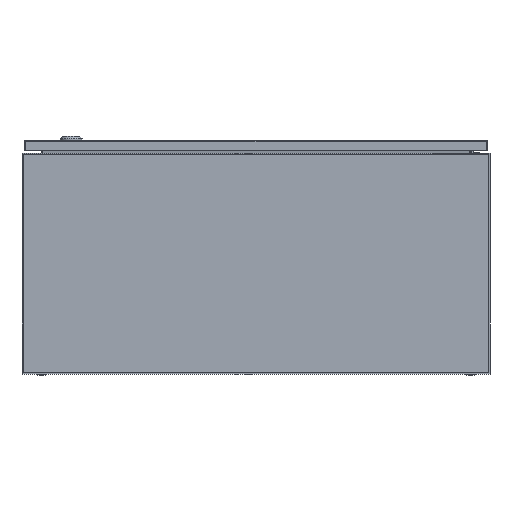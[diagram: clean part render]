
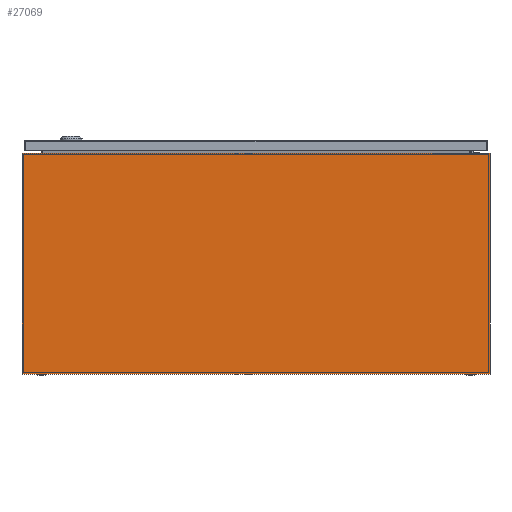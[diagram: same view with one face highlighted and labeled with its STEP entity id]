
A CAD part, front view. The second image highlights one B-rep face of the part: STEP entity #27069.
In plain terms, the highlighted planar face has unit normal (0, -1, 0).
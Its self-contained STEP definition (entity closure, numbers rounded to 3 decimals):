
#500 = CARTESIAN_POINT ( 'NONE',  ( 600., 0., 283. ) ) ;
#2500 = EDGE_CURVE ( 'NONE', #38315, #6100, #4601, .T. ) ;
#4213 = EDGE_LOOP ( 'NONE', ( #39388, #11420, #17723, #46182 ) ) ;
#4601 = LINE ( 'NONE', #21319, #28260 ) ;
#5237 = VECTOR ( 'NONE', #25684, 1000. ) ;
#6100 = VERTEX_POINT ( 'NONE', #37552 ) ;
#9913 = LINE ( 'NONE', #28669, #5237 ) ;
#11420 = ORIENTED_EDGE ( 'NONE', *, *, #45129, .F. ) ;
#13354 = CARTESIAN_POINT ( 'NONE',  ( 600., 0., 0. ) ) ;
#13981 = EDGE_CURVE ( 'NONE', #6100, #47086, #9913, .T. ) ;
#14943 = EDGE_CURVE ( 'NONE', #43723, #47086, #18880, .T. ) ;
#16832 = DIRECTION ( 'NONE',  ( 0., 1., 0. ) ) ;
#17723 = ORIENTED_EDGE ( 'NONE', *, *, #2500, .T. ) ;
#17814 = DIRECTION ( 'NONE',  ( 0., 0., 1. ) ) ;
#18880 = LINE ( 'NONE', #33904, #25169 ) ;
#21319 = CARTESIAN_POINT ( 'NONE',  ( 0., 0., 283. ) ) ;
#21490 = LINE ( 'NONE', #36745, #24371 ) ;
#22397 = DIRECTION ( 'NONE',  ( 0., 0., -1. ) ) ;
#24371 = VECTOR ( 'NONE', #40718, 1000. ) ;
#25169 = VECTOR ( 'NONE', #22397, 1000. ) ;
#25684 = DIRECTION ( 'NONE',  ( 1., 0., 0. ) ) ;
#27069 = ADVANCED_FACE ( 'NONE', ( #36350 ), #29055, .F. ) ;
#28260 = VECTOR ( 'NONE', #28553, 1000. ) ;
#28553 = DIRECTION ( 'NONE',  ( 0., 0., -1. ) ) ;
#28669 = CARTESIAN_POINT ( 'NONE',  ( 0., 0., 0. ) ) ;
#29055 = PLANE ( 'NONE',  #30831 ) ;
#30831 = AXIS2_PLACEMENT_3D ( 'NONE', #48354, #16832, #17814 ) ;
#33904 = CARTESIAN_POINT ( 'NONE',  ( 600., 0., 283. ) ) ;
#36350 = FACE_OUTER_BOUND ( 'NONE', #4213, .T. ) ;
#36745 = CARTESIAN_POINT ( 'NONE',  ( 0., 0., 283. ) ) ;
#37552 = CARTESIAN_POINT ( 'NONE',  ( 0., 0., 0. ) ) ;
#38315 = VERTEX_POINT ( 'NONE', #42011 ) ;
#39388 = ORIENTED_EDGE ( 'NONE', *, *, #14943, .F. ) ;
#40718 = DIRECTION ( 'NONE',  ( 1., 0., 0. ) ) ;
#42011 = CARTESIAN_POINT ( 'NONE',  ( 0., 0., 283. ) ) ;
#43723 = VERTEX_POINT ( 'NONE', #500 ) ;
#45129 = EDGE_CURVE ( 'NONE', #38315, #43723, #21490, .T. ) ;
#46182 = ORIENTED_EDGE ( 'NONE', *, *, #13981, .T. ) ;
#47086 = VERTEX_POINT ( 'NONE', #13354 ) ;
#48354 = CARTESIAN_POINT ( 'NONE',  ( 0., 0., 283. ) ) ;
